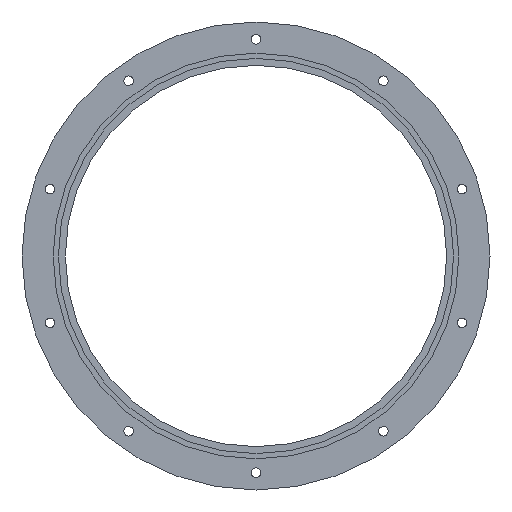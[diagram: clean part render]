
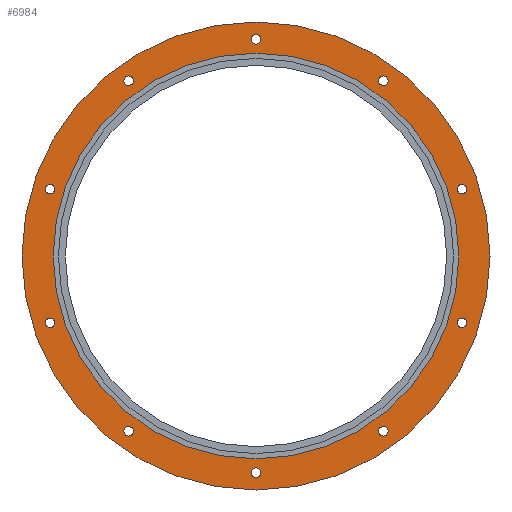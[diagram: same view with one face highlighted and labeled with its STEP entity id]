
A CAD part, front view. The second image highlights one B-rep face of the part: STEP entity #6984.
In plain terms, the highlighted planar face has unit normal (0, -1, 0).
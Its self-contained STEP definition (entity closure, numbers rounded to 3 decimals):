
#502=FACE_BOUND('',#1501,.T.);
#503=FACE_BOUND('',#1502,.T.);
#504=FACE_BOUND('',#1503,.T.);
#505=FACE_BOUND('',#1504,.T.);
#506=FACE_BOUND('',#1505,.T.);
#507=FACE_BOUND('',#1506,.T.);
#508=FACE_BOUND('',#1507,.T.);
#509=FACE_BOUND('',#1508,.T.);
#510=FACE_BOUND('',#1509,.T.);
#511=FACE_BOUND('',#1510,.T.);
#512=FACE_BOUND('',#1511,.T.);
#717=PLANE('',#7263);
#1087=FACE_OUTER_BOUND('',#1500,.T.);
#1500=EDGE_LOOP('',(#6586));
#1501=EDGE_LOOP('',(#6587));
#1502=EDGE_LOOP('',(#6588));
#1503=EDGE_LOOP('',(#6589));
#1504=EDGE_LOOP('',(#6590));
#1505=EDGE_LOOP('',(#6591));
#1506=EDGE_LOOP('',(#6592));
#1507=EDGE_LOOP('',(#6593));
#1508=EDGE_LOOP('',(#6594));
#1509=EDGE_LOOP('',(#6595));
#1510=EDGE_LOOP('',(#6596));
#1511=EDGE_LOOP('',(#6597));
#2872=CIRCLE('',#7016,117.);
#2890=CIRCLE('',#7237,2.75);
#2891=CIRCLE('',#7239,2.75);
#2892=CIRCLE('',#7241,2.75);
#2893=CIRCLE('',#7243,2.75);
#2894=CIRCLE('',#7245,2.75);
#2895=CIRCLE('',#7247,2.75);
#2896=CIRCLE('',#7249,2.75);
#2897=CIRCLE('',#7251,2.75);
#2898=CIRCLE('',#7253,2.75);
#2899=CIRCLE('',#7255,2.75);
#2901=CIRCLE('',#7261,135.);
#2906=VERTEX_POINT('',#8471);
#3562=VERTEX_POINT('',#12828);
#3563=VERTEX_POINT('',#12832);
#3564=VERTEX_POINT('',#12836);
#3565=VERTEX_POINT('',#12840);
#3566=VERTEX_POINT('',#12844);
#3567=VERTEX_POINT('',#12848);
#3568=VERTEX_POINT('',#12852);
#3569=VERTEX_POINT('',#12856);
#3570=VERTEX_POINT('',#12860);
#3571=VERTEX_POINT('',#12864);
#3573=VERTEX_POINT('',#12875);
#3580=EDGE_CURVE('',#2906,#2906,#2872,.T.);
#4558=EDGE_CURVE('',#3562,#3562,#2890,.T.);
#4560=EDGE_CURVE('',#3563,#3563,#2891,.T.);
#4562=EDGE_CURVE('',#3564,#3564,#2892,.T.);
#4564=EDGE_CURVE('',#3565,#3565,#2893,.T.);
#4566=EDGE_CURVE('',#3566,#3566,#2894,.T.);
#4568=EDGE_CURVE('',#3567,#3567,#2895,.T.);
#4570=EDGE_CURVE('',#3568,#3568,#2896,.T.);
#4572=EDGE_CURVE('',#3569,#3569,#2897,.T.);
#4574=EDGE_CURVE('',#3570,#3570,#2898,.T.);
#4576=EDGE_CURVE('',#3571,#3571,#2899,.T.);
#4581=EDGE_CURVE('',#3573,#3573,#2901,.T.);
#6586=ORIENTED_EDGE('',*,*,#4581,.F.);
#6587=ORIENTED_EDGE('',*,*,#3580,.T.);
#6588=ORIENTED_EDGE('',*,*,#4558,.T.);
#6589=ORIENTED_EDGE('',*,*,#4560,.T.);
#6590=ORIENTED_EDGE('',*,*,#4562,.T.);
#6591=ORIENTED_EDGE('',*,*,#4564,.T.);
#6592=ORIENTED_EDGE('',*,*,#4566,.T.);
#6593=ORIENTED_EDGE('',*,*,#4568,.T.);
#6594=ORIENTED_EDGE('',*,*,#4570,.T.);
#6595=ORIENTED_EDGE('',*,*,#4572,.T.);
#6596=ORIENTED_EDGE('',*,*,#4574,.T.);
#6597=ORIENTED_EDGE('',*,*,#4576,.T.);
#6984=ADVANCED_FACE('',(#1087,#502,#503,#504,#505,#506,#507,#508,#509,#510,
#511,#512),#717,.F.);
#7016=AXIS2_PLACEMENT_3D('',#8472,#7284,#7285);
#7237=AXIS2_PLACEMENT_3D('',#12830,#8390,#8391);
#7239=AXIS2_PLACEMENT_3D('',#12834,#8395,#8396);
#7241=AXIS2_PLACEMENT_3D('',#12838,#8400,#8401);
#7243=AXIS2_PLACEMENT_3D('',#12842,#8405,#8406);
#7245=AXIS2_PLACEMENT_3D('',#12846,#8410,#8411);
#7247=AXIS2_PLACEMENT_3D('',#12850,#8415,#8416);
#7249=AXIS2_PLACEMENT_3D('',#12854,#8420,#8421);
#7251=AXIS2_PLACEMENT_3D('',#12858,#8425,#8426);
#7253=AXIS2_PLACEMENT_3D('',#12862,#8430,#8431);
#7255=AXIS2_PLACEMENT_3D('',#12866,#8435,#8436);
#7261=AXIS2_PLACEMENT_3D('',#12877,#8450,#8451);
#7263=AXIS2_PLACEMENT_3D('',#12879,#8454,#8455);
#7284=DIRECTION('center_axis',(0.,1.,0.));
#7285=DIRECTION('ref_axis',(1.,0.,0.));
#8390=DIRECTION('center_axis',(0.,1.,0.));
#8391=DIRECTION('ref_axis',(0.809,0.,0.588));
#8395=DIRECTION('center_axis',(0.,1.,0.));
#8396=DIRECTION('ref_axis',(0.309,0.,0.951));
#8400=DIRECTION('center_axis',(0.,1.,0.));
#8401=DIRECTION('ref_axis',(-0.309,0.,0.951));
#8405=DIRECTION('center_axis',(0.,1.,0.));
#8406=DIRECTION('ref_axis',(-0.809,0.,0.588));
#8410=DIRECTION('center_axis',(0.,1.,0.));
#8411=DIRECTION('ref_axis',(-1.,0.,0.));
#8415=DIRECTION('center_axis',(0.,1.,0.));
#8416=DIRECTION('ref_axis',(-0.809,0.,-0.588));
#8420=DIRECTION('center_axis',(0.,1.,0.));
#8421=DIRECTION('ref_axis',(-0.309,0.,-0.951));
#8425=DIRECTION('center_axis',(0.,1.,0.));
#8426=DIRECTION('ref_axis',(0.309,0.,-0.951));
#8430=DIRECTION('center_axis',(0.,1.,0.));
#8431=DIRECTION('ref_axis',(0.809,0.,-0.588));
#8435=DIRECTION('center_axis',(0.,1.,0.));
#8436=DIRECTION('ref_axis',(1.,0.,0.));
#8450=DIRECTION('center_axis',(0.,1.,0.));
#8451=DIRECTION('ref_axis',(-1.,0.,0.));
#8454=DIRECTION('center_axis',(0.,1.,0.));
#8455=DIRECTION('ref_axis',(0.,0.,1.));
#8471=CARTESIAN_POINT('',(-117.,0.,0.));
#8472=CARTESIAN_POINT('Origin',(0.,0.,0.));
#12828=CARTESIAN_POINT('',(71.248,0.,-102.744));
#12830=CARTESIAN_POINT('Origin',(73.473,0.,-101.127));
#12832=CARTESIAN_POINT('',(118.032,0.,-41.243));
#12834=CARTESIAN_POINT('Origin',(118.882,0.,-38.627));
#12836=CARTESIAN_POINT('',(119.732,0.,36.012));
#12838=CARTESIAN_POINT('Origin',(118.882,0.,38.627));
#12840=CARTESIAN_POINT('',(75.698,0.,99.511));
#12842=CARTESIAN_POINT('Origin',(73.473,0.,101.127));
#12844=CARTESIAN_POINT('',(2.75,0.,125.));
#12846=CARTESIAN_POINT('Origin',(0.,0.,125.));
#12848=CARTESIAN_POINT('',(-71.248,0.,102.744));
#12850=CARTESIAN_POINT('Origin',(-73.473,0.,101.127));
#12852=CARTESIAN_POINT('',(-118.032,0.,41.243));
#12854=CARTESIAN_POINT('Origin',(-118.882,0.,38.627));
#12856=CARTESIAN_POINT('',(-119.732,0.,-36.012));
#12858=CARTESIAN_POINT('Origin',(-118.882,0.,-38.627));
#12860=CARTESIAN_POINT('',(-75.698,0.,-99.511));
#12862=CARTESIAN_POINT('Origin',(-73.473,0.,-101.127));
#12864=CARTESIAN_POINT('',(-2.75,0.,-125.));
#12866=CARTESIAN_POINT('Origin',(0.,0.,-125.));
#12875=CARTESIAN_POINT('',(135.,0.,0.));
#12877=CARTESIAN_POINT('Origin',(0.,0.,0.));
#12879=CARTESIAN_POINT('Origin',(0.,0.,0.));
